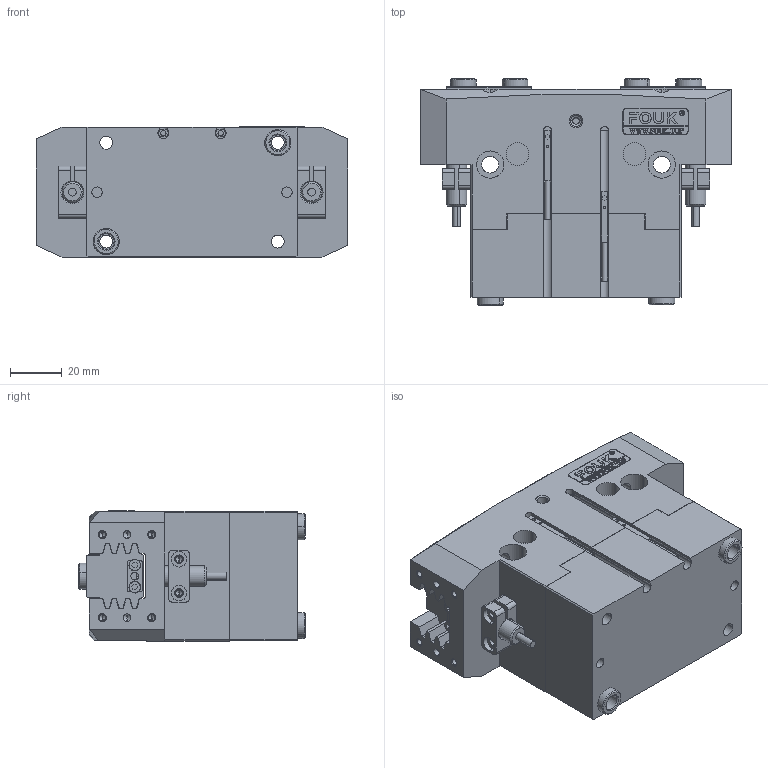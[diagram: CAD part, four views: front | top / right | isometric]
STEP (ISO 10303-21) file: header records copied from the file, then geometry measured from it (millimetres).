
FILE_DESCRIPTION (( 'STEP AP203' ), '1' );
FILE_NAME ('FR45-120-NC.STEP', '2025-05-06T07:01:12', ( 'USER-' ), ( 'Microsoft' ), 'SwSTEP 2.0', 'SolidWorks 2018', '' );
FILE_SCHEMA (( 'CONFIG_CONTROL_DESIGN' ));
Length unit declared in the file: millimetre
Products named in the file (13): 揤輸杅耀.sldasm-Part-9; 25x10-R1.5; 棠羲換覜ん; 8x23諉輪羲壽; P-GS-T-01 喘倛蚚標釱; 揤輸; TRT45-120-MX-22B 晊扥极; 内六角圆柱头螺钉[GBT70_1-2008][M2.5×8]; ﾏ擎ﾗ10｡ﾁ6｡ﾁ6; FR45-120-NC; TRT45-120-MX-01A 喘倛褲极A; TRT45-120-MX-06 笢猾え; TRT46-120-M-02 喘倛賑輸
Assembly tree (23 placements, depth 3):
  FR45-120-NC
    TRT45-120-MX-01A 喘倛褲极A
    TRT46-120-M-02 喘倛賑輸  x2
    TRT45-120-MX-06 笢猾え
    P-GS-T-01 喘倛蚚標釱  x2
    8x23諉輪羲壽  x2
    揤輸  x2
      揤輸杅耀.sldasm-Part-9
      内六角圆柱头螺钉[GBT70_1-2008][M2.5×8]
    ﾏ擎ﾗ10｡ﾁ6｡ﾁ6  x6
    25x10-R1.5
    棠羲換覜ん  x2
    TRT45-120-MX-22B 晊扥极
Bounding box: 120 x 87 x 50.1 mm (x, y, z)
Volume: 349720.2 mm3; surface area: 88359 mm2
Topology: 24 solids, 30 shells, 1435 faces, 3659 edges, 2315 vertices
Faces by surface type: plane 606, cylinder 405, cone 253, bspline 155, torus 16
Entity records: 41551 total; most frequent: CARTESIAN_POINT 12913, ORIENTED_EDGE 5750, DIRECTION 5258, EDGE_CURVE 2875, VERTEX_POINT 1869, VECTOR 1782, LINE 1782, AXIS2_PLACEMENT_3D 1738
